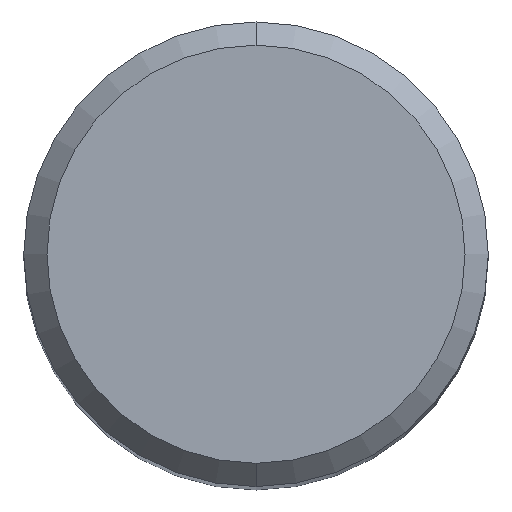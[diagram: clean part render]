
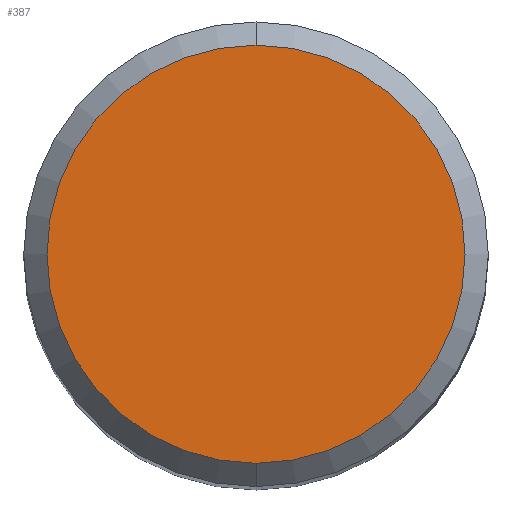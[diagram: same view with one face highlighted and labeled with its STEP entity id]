
A CAD part, top view. The second image highlights one B-rep face of the part: STEP entity #387.
In plain terms, the highlighted planar face has unit normal (0, 0, 1).
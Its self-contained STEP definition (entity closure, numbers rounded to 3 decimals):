
#289=EDGE_CURVE('',#427,#297,#594,.T.);
#297=VERTEX_POINT('',#602);
#333=EDGE_CURVE('',#297,#427,#640,.T.);
#387=ADVANCED_FACE('',(#702),#703,.T.);
#427=VERTEX_POINT('',#745);
#594=CIRCLE('',#1089,3.6);
#602=CARTESIAN_POINT('',(0.0,3.6,0.0));
#640=CIRCLE('',#1191,3.6);
#702=FACE_OUTER_BOUND('',#1284,.T.);
#703=PLANE('',#1285);
#745=CARTESIAN_POINT('',(0.,-3.6,0.0));
#1089=AXIS2_PLACEMENT_3D('',#1545,#1546,#1547);
#1191=AXIS2_PLACEMENT_3D('',#1581,#1582,#1583);
#1284=EDGE_LOOP('',(#1674,#1675));
#1285=AXIS2_PLACEMENT_3D('',#1676,#1677,#1678);
#1545=CARTESIAN_POINT('',(0.0,0.0,0.0));
#1546=DIRECTION('',(0.0,0.0,-1.0));
#1547=DIRECTION('',(0.0,1.0,0.0));
#1581=CARTESIAN_POINT('',(0.0,0.0,0.0));
#1582=DIRECTION('',(0.0,0.0,-1.0));
#1583=DIRECTION('',(0.0,1.0,0.0));
#1674=ORIENTED_EDGE('',*,*,#333,.F.);
#1675=ORIENTED_EDGE('',*,*,#289,.F.);
#1676=CARTESIAN_POINT('',(0.0,1.8,0.0));
#1677=DIRECTION('',(-0.0,0.0,1.0));
#1678=DIRECTION('',(0.0,-1.0,0.0));
